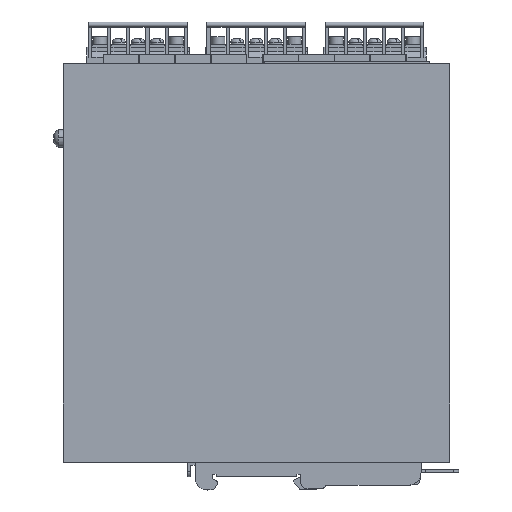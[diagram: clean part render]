
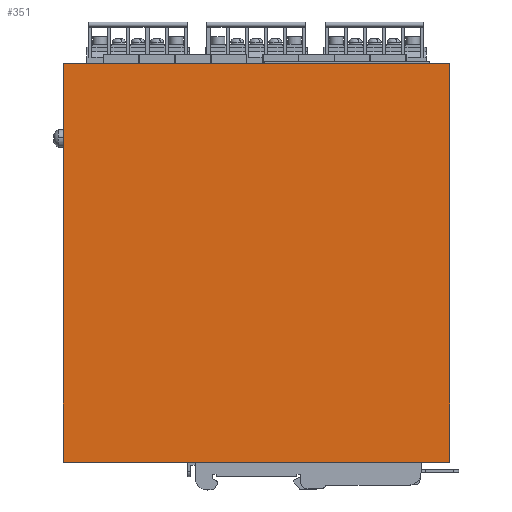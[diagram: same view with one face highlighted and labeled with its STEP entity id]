
A CAD part, left-side view. The second image highlights one B-rep face of the part: STEP entity #351.
In plain terms, the highlighted planar face has unit normal (-1, 0, 0).
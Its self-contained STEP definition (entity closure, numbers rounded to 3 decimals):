
#324=AXIS2_PLACEMENT_3D('Plane Axis2P3D',#321,#322,#323) ;
#291=CARTESIAN_POINT('Vertex',(0.,3.6,11.1)) ;
#294=CARTESIAN_POINT('Line Origine',(0.,80.6,11.1)) ;
#298=CARTESIAN_POINT('Vertex',(0.,157.6,11.1)) ;
#321=CARTESIAN_POINT('Axis2P3D Location',(0.,157.6,11.1)) ;
#326=CARTESIAN_POINT('Line Origine',(0.,157.6,90.6)) ;
#330=CARTESIAN_POINT('Vertex',(0.,157.6,170.1)) ;
#333=CARTESIAN_POINT('Line Origine',(0.,3.6,90.6)) ;
#337=CARTESIAN_POINT('Vertex',(0.,3.6,170.1)) ;
#340=CARTESIAN_POINT('Line Origine',(0.,80.6,170.1)) ;
#295=DIRECTION('Vector Direction',(0.,-1.,0.)) ;
#322=DIRECTION('Axis2P3D Direction',(-1.,0.,0.)) ;
#323=DIRECTION('Axis2P3D XDirection',(0.,-1.,0.)) ;
#327=DIRECTION('Vector Direction',(0.,0.,1.)) ;
#334=DIRECTION('Vector Direction',(0.,0.,1.)) ;
#341=DIRECTION('Vector Direction',(0.,-1.,0.)) ;
#296=VECTOR('Line Direction',#295,1.) ;
#328=VECTOR('Line Direction',#327,1.) ;
#335=VECTOR('Line Direction',#334,1.) ;
#342=VECTOR('Line Direction',#341,1.) ;
#346=ORIENTED_EDGE('',*,*,#332,.F.) ;
#347=ORIENTED_EDGE('',*,*,#300,.F.) ;
#348=ORIENTED_EDGE('',*,*,#339,.T.) ;
#349=ORIENTED_EDGE('',*,*,#344,.F.) ;
#351=ADVANCED_FACE('SWITCH',(#350),#325,.T.) ;
#300=EDGE_CURVE('',#292,#299,#297,.F.) ;
#332=EDGE_CURVE('',#299,#331,#329,.T.) ;
#339=EDGE_CURVE('',#292,#338,#336,.T.) ;
#344=EDGE_CURVE('',#331,#338,#343,.T.) ;
#345=EDGE_LOOP('',(#346,#347,#348,#349)) ;
#350=FACE_OUTER_BOUND('',#345,.T.) ;
#297=LINE('Line',#294,#296) ;
#329=LINE('Line',#326,#328) ;
#336=LINE('Line',#333,#335) ;
#343=LINE('Line',#340,#342) ;
#325=PLANE('',#324) ;
#292=VERTEX_POINT('',#291) ;
#299=VERTEX_POINT('',#298) ;
#331=VERTEX_POINT('',#330) ;
#338=VERTEX_POINT('',#337) ;
